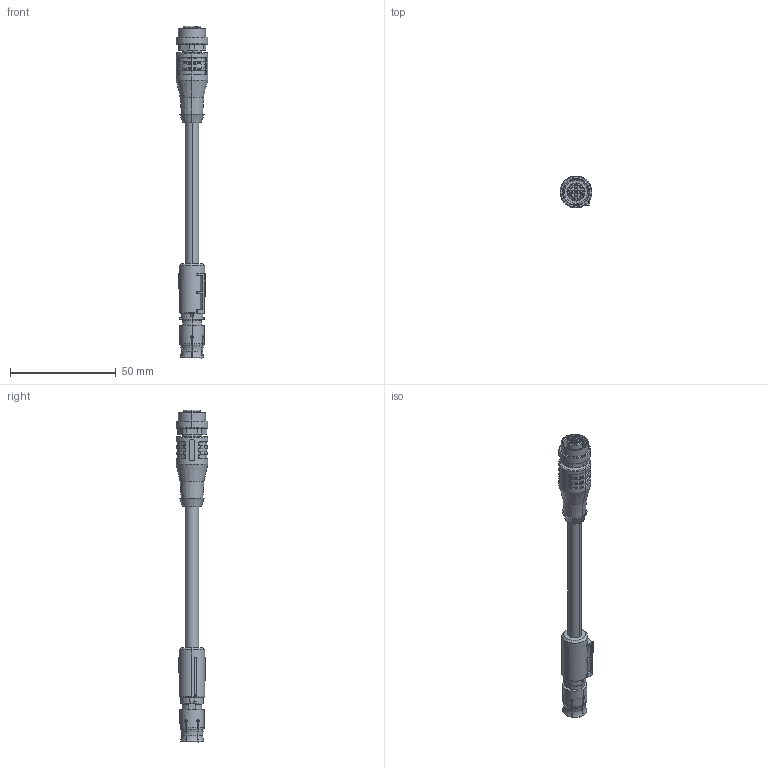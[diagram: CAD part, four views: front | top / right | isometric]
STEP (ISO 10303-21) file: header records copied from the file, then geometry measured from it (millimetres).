
FILE_DESCRIPTION(('CATIA V5 STEP Exchange','CAx-IF Rec.Pracs.--- Model Styling and Organization---1.5--- 2016-08-15','CAx-IF Rec.Pracs.---Supplemental Geometry---1.0---2011-11-01','CAx-IF Rec.Pracs.--- Composite Materials ---1.1---2010-07-15'),'2;1');
FILE_NAME ('421330-2_0', '2025-05-12T13:03:17+00:00', ('none'), ('Weidmueller'), 'CATIA Version 5-6 Release 2022 SP4 HF5', 'CATIA V5 STEP AP214 v3', 'none');
FILE_SCHEMA(('AUTOMOTIVE_DESIGN { 1 0 10303 214 1 1 1 1 }'));
Length unit declared in the file: millimetre
Products named in the file (1): 2503810000
Bounding box: 15 x 15 x 156.9 mm (x, y, z)
Volume: 12152.3 mm3; surface area: 6949.3 mm2
Topology: 1 solids, 2 shells, 708 faces, 1946 edges, 1288 vertices
Faces by surface type: plane 238, cylinder 227, torus 98, cone 61, extrusion 50, bspline 32, sphere 2
Entity records: 25204 total; most frequent: CARTESIAN_POINT 8123, ORIENTED_EDGE 3890, DIRECTION 2640, EDGE_CURVE 1945, VERTEX_POINT 1288, AXIS2_PLACEMENT_3D 1192, VECTOR 831, LINE 781
